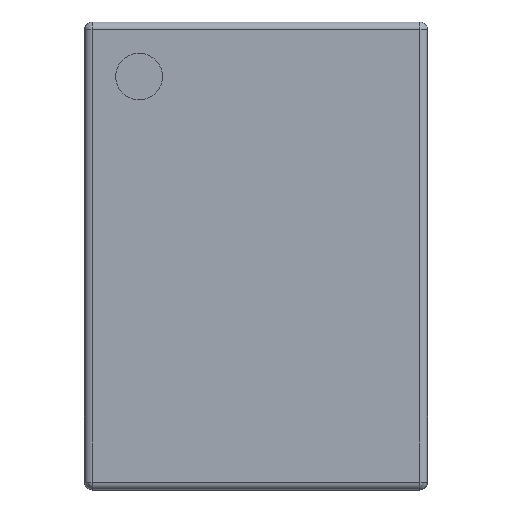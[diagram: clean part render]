
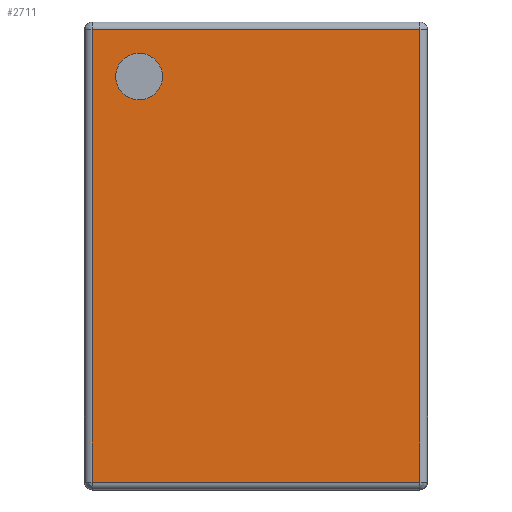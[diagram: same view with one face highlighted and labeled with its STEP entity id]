
A CAD part, top view. The second image highlights one B-rep face of the part: STEP entity #2711.
In plain terms, the highlighted planar face has unit normal (0, 0, 1).
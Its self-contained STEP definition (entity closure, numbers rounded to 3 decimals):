
#1 = EDGE_LOOP ( 'NONE', ( #2406, #15, #2060, #2628 ) ) ;
#15 = ORIENTED_EDGE ( 'NONE', *, *, #1036, .F. ) ;
#19 = DIRECTION ( 'NONE',  ( 0., 1., 0. ) ) ;
#43 = LINE ( 'NONE', #2062, #346 ) ;
#226 = LINE ( 'NONE', #1143, #974 ) ;
#258 = EDGE_CURVE ( 'NONE', #476, #775, #2246, .T. ) ;
#269 = VERTEX_POINT ( 'NONE', #2393 ) ;
#326 = DIRECTION ( 'NONE',  ( 1., 0., 0. ) ) ;
#346 = VECTOR ( 'NONE', #2567, 1000. ) ;
#357 = CARTESIAN_POINT ( 'NONE',  ( -0.375, 0.575, 0.39 ) ) ;
#412 = ORIENTED_EDGE ( 'NONE', *, *, #258, .T. ) ;
#476 = VERTEX_POINT ( 'NONE', #2015 ) ;
#514 = DIRECTION ( 'NONE',  ( 1., 0., 0. ) ) ;
#569 = DIRECTION ( 'NONE',  ( 0., 0., -1. ) ) ;
#614 = VERTEX_POINT ( 'NONE', #2837 ) ;
#617 = FACE_BOUND ( 'NONE', #2201, .T. ) ;
#716 = EDGE_CURVE ( 'NONE', #1691, #1083, #1343, .T. ) ;
#768 = CIRCLE ( 'NONE', #2549, 0.075 ) ;
#775 = VERTEX_POINT ( 'NONE', #2347 ) ;
#933 = AXIS2_PLACEMENT_3D ( 'NONE', #1493, #569, #514 ) ;
#974 = VECTOR ( 'NONE', #19, 1000. ) ;
#1002 = LINE ( 'NONE', #1938, #2369 ) ;
#1036 = EDGE_CURVE ( 'NONE', #614, #269, #1002, .T. ) ;
#1083 = VERTEX_POINT ( 'NONE', #2762 ) ;
#1086 = CARTESIAN_POINT ( 'NONE',  ( 0.525, -0.725, 0.39 ) ) ;
#1088 = FACE_OUTER_BOUND ( 'NONE', #1, .T. ) ;
#1104 = CARTESIAN_POINT ( 'NONE',  ( 0., 0., 0.39 ) ) ;
#1143 = CARTESIAN_POINT ( 'NONE',  ( -0.525, 0., 0.39 ) ) ;
#1343 = LINE ( 'NONE', #2879, #1634 ) ;
#1493 = CARTESIAN_POINT ( 'NONE',  ( -0.375, 0.575, 0.39 ) ) ;
#1515 = EDGE_CURVE ( 'NONE', #269, #1691, #43, .T. ) ;
#1530 = DIRECTION ( 'NONE',  ( 0., 0., 1. ) ) ;
#1589 = EDGE_CURVE ( 'NONE', #775, #476, #768, .T. ) ;
#1634 = VECTOR ( 'NONE', #2234, 1000. ) ;
#1691 = VERTEX_POINT ( 'NONE', #1086 ) ;
#1938 = CARTESIAN_POINT ( 'NONE',  ( 0., 0.725, 0.39 ) ) ;
#2015 = CARTESIAN_POINT ( 'NONE',  ( -0.45, 0.575, 0.39 ) ) ;
#2019 = EDGE_CURVE ( 'NONE', #1083, #614, #226, .T. ) ;
#2060 = ORIENTED_EDGE ( 'NONE', *, *, #2019, .F. ) ;
#2062 = CARTESIAN_POINT ( 'NONE',  ( 0.525, 0., 0.39 ) ) ;
#2108 = ORIENTED_EDGE ( 'NONE', *, *, #1589, .T. ) ;
#2201 = EDGE_LOOP ( 'NONE', ( #2108, #412 ) ) ;
#2234 = DIRECTION ( 'NONE',  ( -1., 0., 0. ) ) ;
#2246 = CIRCLE ( 'NONE', #933, 0.075 ) ;
#2347 = CARTESIAN_POINT ( 'NONE',  ( -0.3, 0.575, 0.39 ) ) ;
#2369 = VECTOR ( 'NONE', #2611, 1000. ) ;
#2393 = CARTESIAN_POINT ( 'NONE',  ( 0.525, 0.725, 0.39 ) ) ;
#2399 = DIRECTION ( 'NONE',  ( 0., 0., -1. ) ) ;
#2406 = ORIENTED_EDGE ( 'NONE', *, *, #1515, .F. ) ;
#2503 = PLANE ( 'NONE',  #2862 ) ;
#2549 = AXIS2_PLACEMENT_3D ( 'NONE', #357, #2399, #326 ) ;
#2567 = DIRECTION ( 'NONE',  ( 0., -1., 0. ) ) ;
#2611 = DIRECTION ( 'NONE',  ( 1., 0., 0. ) ) ;
#2628 = ORIENTED_EDGE ( 'NONE', *, *, #716, .F. ) ;
#2711 = ADVANCED_FACE ( 'NONE', ( #1088, #617 ), #2503, .T. ) ;
#2762 = CARTESIAN_POINT ( 'NONE',  ( -0.525, -0.725, 0.39 ) ) ;
#2837 = CARTESIAN_POINT ( 'NONE',  ( -0.525, 0.725, 0.39 ) ) ;
#2862 = AXIS2_PLACEMENT_3D ( 'NONE', #1104, #1530, #2918 ) ;
#2879 = CARTESIAN_POINT ( 'NONE',  ( 0., -0.725, 0.39 ) ) ;
#2918 = DIRECTION ( 'NONE',  ( 1., 0., 0. ) ) ;
